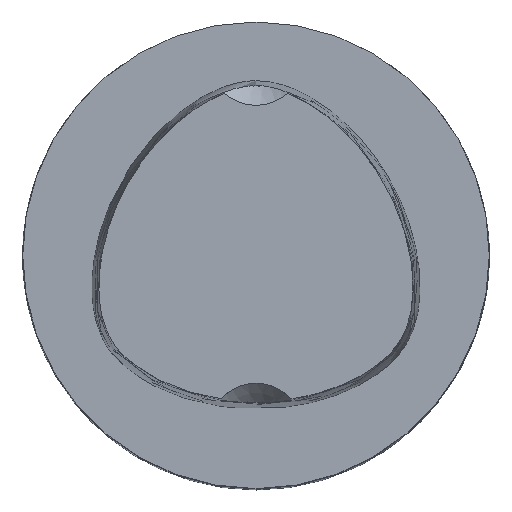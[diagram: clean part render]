
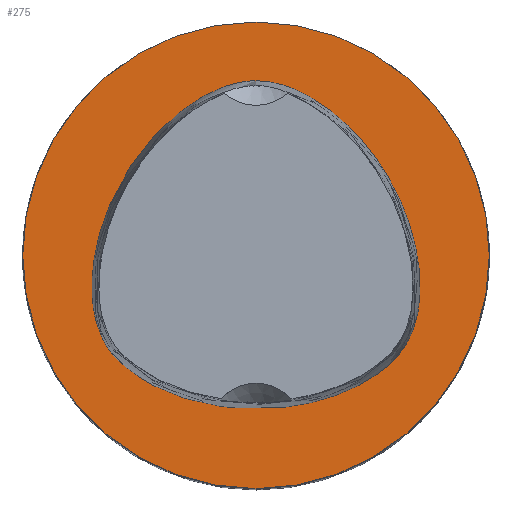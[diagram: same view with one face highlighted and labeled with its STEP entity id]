
A CAD part, top view. The second image highlights one B-rep face of the part: STEP entity #275.
In plain terms, the highlighted planar face has unit normal (0, 0, 1).
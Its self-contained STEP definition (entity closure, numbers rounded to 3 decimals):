
#275=ADVANCED_FACE('240[2]',(#810,#811),#812,.T.);
#309=EDGE_CURVE('240[2]',#869,#870,#871,.T.);
#379=EDGE_CURVE('240[2]',#976,#976,#977,.T.);
#381=EDGE_CURVE('240[2]',#870,#869,#979,.T.);
#810=FACE_OUTER_BOUND('',#1512,.T.);
#811=FACE_BOUND('',#1513,.T.);
#812=PLANE('',#1514);
#869=VERTEX_POINT('',#1619);
#870=VERTEX_POINT('',#1620);
#871=B_SPLINE_CURVE_WITH_KNOTS('',3,(#1621,#1622,#1623,#1624,#1625,#1626,#1627,#1628,#1629,#1630,#1631,#1632,#1633,#1634,#1635,#1636,#1637,#1638,#1639,#1640,#1641,#1642,#1643,#1644,#1645,#1646),.UNSPECIFIED.,.F.,.F.,(4,2,2,2,2,2,2,2,2,2,2,2,4),(16.008,17.48,24.118,31.274,40.034,49.143,54.175,58.413,62.514,68.224,71.853,73.514,75.397),.UNSPECIFIED.);
#976=VERTEX_POINT('',#1819);
#977=CIRCLE('',#1820,19.99);
#979=B_SPLINE_CURVE_WITH_KNOTS('',3,(#1823,#1824,#1825,#1826,#1827,#1828,#1829,#1830,#1831,#1832,#1833,#1834,#1835,#1836,#1837,#1838,#1839,#1840,#1841,#1842,#1843,#1844,#1845,#1846,#1847,#1848,#1849,#1850,#1851,#1852,#1853,#1854,#1855),.UNSPECIFIED.,.F.,.F.,(4,2,2,2,2,2,2,2,2,2,2,2,3,2,2,4),(75.397,75.478,77.698,79.226,81.337,84.771,94.782,101.77,110.041,121.197,125.413,126.817,127.937,135.609,140.333,143.945),.UNSPECIFIED.);
#1512=EDGE_LOOP('',(#3859));
#1513=EDGE_LOOP('',(#3860,#3861));
#1514=AXIS2_PLACEMENT_3D('',#3862,#3863,#3864);
#1619=CARTESIAN_POINT('',(0.,14.963,0.));
#1620=CARTESIAN_POINT('',(0.,-13.059,0.));
#1621=CARTESIAN_POINT('',(0.,14.962,0.));
#1622=CARTESIAN_POINT('',(0.24,14.963,0.));
#1623=CARTESIAN_POINT('',(0.443,14.952,0.));
#1624=CARTESIAN_POINT('',(1.334,14.873,0.));
#1625=CARTESIAN_POINT('',(2.198,14.685,0.));
#1626=CARTESIAN_POINT('',(4.307,13.81,0.));
#1627=CARTESIAN_POINT('',(5.567,13.092,0.));
#1628=CARTESIAN_POINT('',(8.557,10.599,0.));
#1629=CARTESIAN_POINT('',(10.091,8.815,0.));
#1630=CARTESIAN_POINT('',(12.618,4.504,0.));
#1631=CARTESIAN_POINT('',(13.553,2.,0.));
#1632=CARTESIAN_POINT('',(14.106,-1.963,0.));
#1633=CARTESIAN_POINT('',(14.14,-3.484,0.));
#1634=CARTESIAN_POINT('',(13.633,-6.175,0.));
#1635=CARTESIAN_POINT('',(13.236,-7.069,0.));
#1636=CARTESIAN_POINT('',(12.292,-8.515,0.));
#1637=CARTESIAN_POINT('',(11.676,-9.196,0.));
#1638=CARTESIAN_POINT('',(9.554,-10.837,0.));
#1639=CARTESIAN_POINT('',(8.164,-11.507,0.));
#1640=CARTESIAN_POINT('',(6.072,-12.283,0.));
#1641=CARTESIAN_POINT('',(5.232,-12.533,0.));
#1642=CARTESIAN_POINT('',(3.758,-12.831,0.));
#1643=CARTESIAN_POINT('',(3.056,-12.96,0.));
#1644=CARTESIAN_POINT('',(1.447,-13.1,0.));
#1645=CARTESIAN_POINT('',(0.897,-13.059,0.));
#1646=CARTESIAN_POINT('',(0.,-13.059,0.));
#1819=CARTESIAN_POINT('',(-19.99,0.,0.));
#1820=AXIS2_PLACEMENT_3D('',#4009,#4010,#4011);
#1823=CARTESIAN_POINT('',(0.,-13.059,0.));
#1824=CARTESIAN_POINT('',(-0.039,-13.059,0.));
#1825=CARTESIAN_POINT('',(-0.078,-13.06,0.));
#1826=CARTESIAN_POINT('',(-1.214,-13.065,0.));
#1827=CARTESIAN_POINT('',(-1.952,-13.136,0.));
#1828=CARTESIAN_POINT('',(-4.707,-12.663,0.));
#1829=CARTESIAN_POINT('',(-5.742,-12.392,0.));
#1830=CARTESIAN_POINT('',(-8.241,-11.486,0.));
#1831=CARTESIAN_POINT('',(-9.073,-11.004,0.));
#1832=CARTESIAN_POINT('',(-10.043,-10.42,0.));
#1833=CARTESIAN_POINT('',(-10.635,-9.992,0.));
#1834=CARTESIAN_POINT('',(-11.762,-9.141,0.));
#1835=CARTESIAN_POINT('',(-12.336,-8.578,0.));
#1836=CARTESIAN_POINT('',(-13.21,-7.078,0.));
#1837=CARTESIAN_POINT('',(-13.597,-6.203,0.));
#1838=CARTESIAN_POINT('',(-14.105,-3.826,0.));
#1839=CARTESIAN_POINT('',(-14.092,-2.466,0.));
#1840=CARTESIAN_POINT('',(-13.903,-0.143,0.));
#1841=CARTESIAN_POINT('',(-13.61,1.339,0.));
#1842=CARTESIAN_POINT('',(-12.879,3.481,0.));
#1843=CARTESIAN_POINT('',(-12.619,4.159,0.));
#1844=CARTESIAN_POINT('',(-12.115,5.238,0.));
#1845=CARTESIAN_POINT('',(-11.96,5.557,0.));
#1846=CARTESIAN_POINT('',(-11.564,6.299,0.));
#1847=CARTESIAN_POINT('',(-11.379,6.624,0.));
#1848=CARTESIAN_POINT('',(-11.186,6.943,0.0));
#1849=CARTESIAN_POINT('',(-9.864,9.132,0.));
#1850=CARTESIAN_POINT('',(-8.126,11.105,0.));
#1851=CARTESIAN_POINT('',(-4.939,13.468,0.));
#1852=CARTESIAN_POINT('',(-3.636,14.174,0.));
#1853=CARTESIAN_POINT('',(-1.4,14.88,0.));
#1854=CARTESIAN_POINT('',(-0.589,14.959,0.));
#1855=CARTESIAN_POINT('',(0.,14.962,0.));
#3859=ORIENTED_EDGE('',*,*,#379,.F.);
#3860=ORIENTED_EDGE('',*,*,#309,.T.);
#3861=ORIENTED_EDGE('',*,*,#381,.T.);
#3862=CARTESIAN_POINT('',(-3.541,-19.674,0.));
#3863=DIRECTION('',(0.,0.,1.0));
#3864=DIRECTION('',(1.0,0.,0.0));
#4009=CARTESIAN_POINT('',(0.0,0.0,0.0));
#4010=DIRECTION('',(0.,0.,-1.0));
#4011=DIRECTION('',(-1.0,0.,0.));
